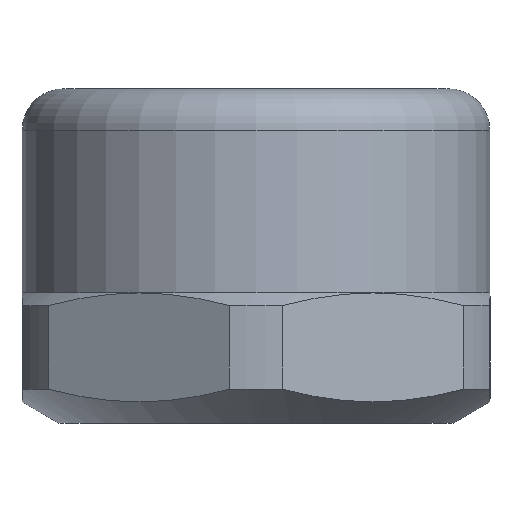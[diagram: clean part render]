
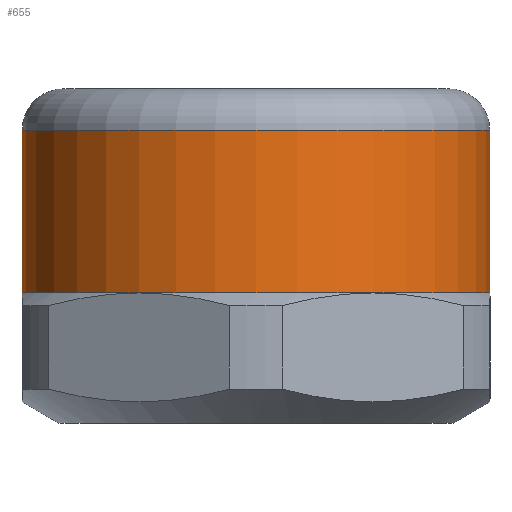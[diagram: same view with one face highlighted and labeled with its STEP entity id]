
A CAD part, left-side view. The second image highlights one B-rep face of the part: STEP entity #655.
In plain terms, the highlighted cylindrical face has radius 3.497 mm (diameter 6.993 mm), a full revolution.
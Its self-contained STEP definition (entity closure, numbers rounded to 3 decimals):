
#603 = VERTEX_POINT('',#604);
#604 = CARTESIAN_POINT('',(3.497,0.,1.95));
#624 = EDGE_CURVE('',#603,#603,#625,.T.);
#625 = CIRCLE('',#626,3.497);
#626 = AXIS2_PLACEMENT_3D('',#627,#628,#629);
#627 = CARTESIAN_POINT('',(0.,0.,1.95));
#628 = DIRECTION('',(0.,0.,1.));
#629 = DIRECTION('',(1.,0.,-0.));
#655 = ADVANCED_FACE('',(#656),#675,.T.);
#656 = FACE_BOUND('',#657,.T.);
#657 = EDGE_LOOP('',(#658,#659,#667,#674));
#658 = ORIENTED_EDGE('',*,*,#624,.T.);
#659 = ORIENTED_EDGE('',*,*,#660,.T.);
#660 = EDGE_CURVE('',#603,#661,#663,.T.);
#661 = VERTEX_POINT('',#662);
#662 = CARTESIAN_POINT('',(3.497,0.,4.383));
#663 = LINE('',#664,#665);
#664 = CARTESIAN_POINT('',(3.497,0.,1.95));
#665 = VECTOR('',#666,1.);
#666 = DIRECTION('',(0.,0.,1.));
#667 = ORIENTED_EDGE('',*,*,#668,.F.);
#668 = EDGE_CURVE('',#661,#661,#669,.T.);
#669 = CIRCLE('',#670,3.497);
#670 = AXIS2_PLACEMENT_3D('',#671,#672,#673);
#671 = CARTESIAN_POINT('',(0.,0.,4.383));
#672 = DIRECTION('',(0.,0.,1.));
#673 = DIRECTION('',(1.,0.,-0.));
#674 = ORIENTED_EDGE('',*,*,#660,.F.);
#675 = CYLINDRICAL_SURFACE('',#676,3.497);
#676 = AXIS2_PLACEMENT_3D('',#677,#678,#679);
#677 = CARTESIAN_POINT('',(0.,0.,1.95));
#678 = DIRECTION('',(0.,0.,1.));
#679 = DIRECTION('',(1.,0.,-0.));
